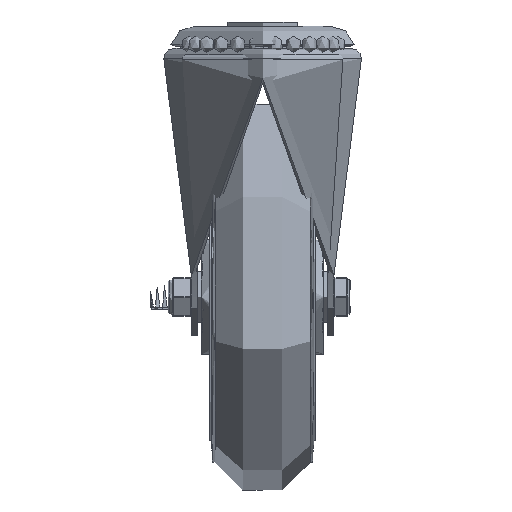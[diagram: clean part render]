
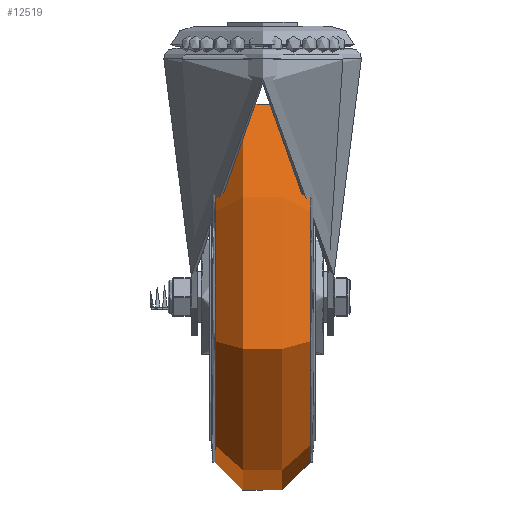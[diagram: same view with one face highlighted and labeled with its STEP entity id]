
A CAD part, left-side view. The second image highlights one B-rep face of the part: STEP entity #12519.
In plain terms, the highlighted toroidal (fillet/blend) face has major radius 75 mm and minor radius 25 mm.
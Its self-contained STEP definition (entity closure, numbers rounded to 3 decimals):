
#1829=TOROIDAL_SURFACE('',#13596,75.,25.);
#2097=FACE_OUTER_BOUND('',#2870,.T.);
#2870=EDGE_LOOP('',(#9134,#9135,#9136,#9137,#9138,#9139));
#5219=CIRCLE('',#13597,84.);
#5220=CIRCLE('',#13598,25.);
#5221=CIRCLE('',#13599,84.);
#5222=CIRCLE('',#13600,84.);
#5223=CIRCLE('',#13601,84.);
#5761=VERTEX_POINT('',#18681);
#5762=VERTEX_POINT('',#18682);
#5763=VERTEX_POINT('',#18684);
#5764=VERTEX_POINT('',#18686);
#7068=EDGE_CURVE('',#5761,#5762,#5219,.T.);
#7069=EDGE_CURVE('',#5762,#5763,#5220,.T.);
#7070=EDGE_CURVE('',#5763,#5764,#5221,.T.);
#7071=EDGE_CURVE('',#5764,#5763,#5222,.T.);
#7072=EDGE_CURVE('',#5762,#5761,#5223,.T.);
#9134=ORIENTED_EDGE('',*,*,#7068,.T.);
#9135=ORIENTED_EDGE('',*,*,#7069,.T.);
#9136=ORIENTED_EDGE('',*,*,#7070,.T.);
#9137=ORIENTED_EDGE('',*,*,#7071,.T.);
#9138=ORIENTED_EDGE('',*,*,#7069,.F.);
#9139=ORIENTED_EDGE('',*,*,#7072,.T.);
#12519=ADVANCED_FACE('',(#2097),#1829,.T.);
#13596=AXIS2_PLACEMENT_3D('',#18680,#15041,#15042);
#13597=AXIS2_PLACEMENT_3D('',#18683,#15043,#15044);
#13598=AXIS2_PLACEMENT_3D('',#18685,#15045,#15046);
#13599=AXIS2_PLACEMENT_3D('',#18687,#15047,#15048);
#13600=AXIS2_PLACEMENT_3D('',#18688,#15049,#15050);
#13601=AXIS2_PLACEMENT_3D('',#18689,#15051,#15052);
#15041=DIRECTION('center_axis',(0.,1.,0.));
#15042=DIRECTION('ref_axis',(0.,0.,
-1.));
#15043=DIRECTION('center_axis',(0.,-1.,0.));
#15044=DIRECTION('ref_axis',(0.,0.,
1.));
#15045=DIRECTION('center_axis',(1.,0.,0.));
#15046=DIRECTION('ref_axis',(0.,0.,
1.));
#15047=DIRECTION('center_axis',(0.,1.,0.));
#15048=DIRECTION('ref_axis',(0.,0.,
1.));
#15049=DIRECTION('center_axis',(0.,1.,0.));
#15050=DIRECTION('ref_axis',(0.,0.,
1.));
#15051=DIRECTION('center_axis',(0.,-1.,0.));
#15052=DIRECTION('ref_axis',(0.,0.,
1.));
#18680=CARTESIAN_POINT('Origin',(0.,0.,
0.));
#18681=CARTESIAN_POINT('',(0.,23.324,-84.));
#18682=CARTESIAN_POINT('',(0.,23.324,84.));
#18683=CARTESIAN_POINT('Origin',(0.,23.324,
0.));
#18684=CARTESIAN_POINT('',(0.,-23.324,84.));
#18685=CARTESIAN_POINT('Origin',(0.,0.,
75.));
#18686=CARTESIAN_POINT('',(0.,-23.324,-84.));
#18687=CARTESIAN_POINT('Origin',(0.,-23.324,
0.));
#18688=CARTESIAN_POINT('Origin',(0.,-23.324,
0.));
#18689=CARTESIAN_POINT('Origin',(0.,23.324,
0.));
